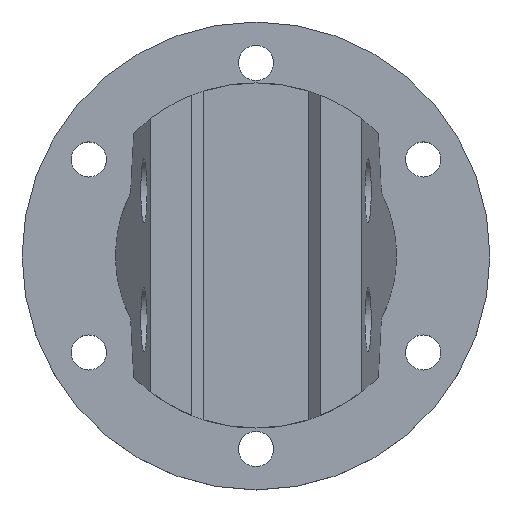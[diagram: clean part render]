
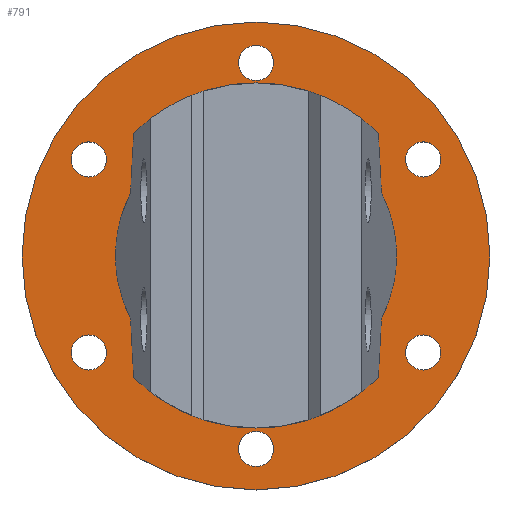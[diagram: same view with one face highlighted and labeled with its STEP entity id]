
A CAD part, top view. The second image highlights one B-rep face of the part: STEP entity #791.
In plain terms, the highlighted planar face has unit normal (0, 0, 1).
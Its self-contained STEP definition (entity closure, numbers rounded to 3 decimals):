
#575 = VERTEX_POINT('',#576);
#576 = CARTESIAN_POINT('',(24.,0.,6.));
#582 = EDGE_CURVE('',#575,#575,#583,.T.);
#583 = CIRCLE('',#584,24.);
#584 = AXIS2_PLACEMENT_3D('',#585,#586,#587);
#585 = CARTESIAN_POINT('',(0.,0.,6.));
#586 = DIRECTION('',(0.,0.,-1.));
#587 = DIRECTION('',(1.,0.,0.));
#791 = ADVANCED_FACE('',(#792,#803,#814,#825,#836,#847,#850,#861),#872,
  .F.);
#792 = FACE_BOUND('',#793,.F.);
#793 = EDGE_LOOP('',(#794));
#794 = ORIENTED_EDGE('',*,*,#795,.T.);
#795 = EDGE_CURVE('',#796,#796,#798,.T.);
#796 = VERTEX_POINT('',#797);
#797 = CARTESIAN_POINT('',(40.,0.,6.));
#798 = CIRCLE('',#799,40.);
#799 = AXIS2_PLACEMENT_3D('',#800,#801,#802);
#800 = CARTESIAN_POINT('',(0.,0.,6.));
#801 = DIRECTION('',(0.,0.,-1.));
#802 = DIRECTION('',(1.,0.,0.));
#803 = FACE_BOUND('',#804,.F.);
#804 = EDGE_LOOP('',(#805));
#805 = ORIENTED_EDGE('',*,*,#806,.F.);
#806 = EDGE_CURVE('',#807,#807,#809,.T.);
#807 = VERTEX_POINT('',#808);
#808 = CARTESIAN_POINT('',(3.,33.,6.));
#809 = CIRCLE('',#810,3.);
#810 = AXIS2_PLACEMENT_3D('',#811,#812,#813);
#811 = CARTESIAN_POINT('',(0.,33.,6.));
#812 = DIRECTION('',(0.,0.,-1.));
#813 = DIRECTION('',(1.,0.,0.));
#814 = FACE_BOUND('',#815,.F.);
#815 = EDGE_LOOP('',(#816));
#816 = ORIENTED_EDGE('',*,*,#817,.F.);
#817 = EDGE_CURVE('',#818,#818,#820,.T.);
#818 = VERTEX_POINT('',#819);
#819 = CARTESIAN_POINT('',(-27.079,19.098,6.));
#820 = CIRCLE('',#821,3.);
#821 = AXIS2_PLACEMENT_3D('',#822,#823,#824);
#822 = CARTESIAN_POINT('',(-28.579,16.5,6.));
#823 = DIRECTION('',(0.,0.,-1.));
#824 = DIRECTION('',(0.5,0.866,0.));
#825 = FACE_BOUND('',#826,.F.);
#826 = EDGE_LOOP('',(#827));
#827 = ORIENTED_EDGE('',*,*,#828,.F.);
#828 = EDGE_CURVE('',#829,#829,#831,.T.);
#829 = VERTEX_POINT('',#830);
#830 = CARTESIAN_POINT('',(30.079,13.902,6.));
#831 = CIRCLE('',#832,3.);
#832 = AXIS2_PLACEMENT_3D('',#833,#834,#835);
#833 = CARTESIAN_POINT('',(28.579,16.5,6.));
#834 = DIRECTION('',(0.,0.,-1.));
#835 = DIRECTION('',(0.5,-0.866,0.));
#836 = FACE_BOUND('',#837,.F.);
#837 = EDGE_LOOP('',(#838));
#838 = ORIENTED_EDGE('',*,*,#839,.F.);
#839 = EDGE_CURVE('',#840,#840,#842,.T.);
#840 = VERTEX_POINT('',#841);
#841 = CARTESIAN_POINT('',(-30.079,-13.902,6.));
#842 = CIRCLE('',#843,3.);
#843 = AXIS2_PLACEMENT_3D('',#844,#845,#846);
#844 = CARTESIAN_POINT('',(-28.579,-16.5,6.));
#845 = DIRECTION('',(0.,0.,-1.));
#846 = DIRECTION('',(-0.5,0.866,0.));
#847 = FACE_BOUND('',#848,.F.);
#848 = EDGE_LOOP('',(#849));
#849 = ORIENTED_EDGE('',*,*,#582,.F.);
#850 = FACE_BOUND('',#851,.F.);
#851 = EDGE_LOOP('',(#852));
#852 = ORIENTED_EDGE('',*,*,#853,.F.);
#853 = EDGE_CURVE('',#854,#854,#856,.T.);
#854 = VERTEX_POINT('',#855);
#855 = CARTESIAN_POINT('',(-3.,-33.,6.));
#856 = CIRCLE('',#857,3.);
#857 = AXIS2_PLACEMENT_3D('',#858,#859,#860);
#858 = CARTESIAN_POINT('',(0.,-33.,6.));
#859 = DIRECTION('',(0.,0.,-1.));
#860 = DIRECTION('',(-1.,0.,0.));
#861 = FACE_BOUND('',#862,.F.);
#862 = EDGE_LOOP('',(#863));
#863 = ORIENTED_EDGE('',*,*,#864,.F.);
#864 = EDGE_CURVE('',#865,#865,#867,.T.);
#865 = VERTEX_POINT('',#866);
#866 = CARTESIAN_POINT('',(27.079,-19.098,6.));
#867 = CIRCLE('',#868,3.);
#868 = AXIS2_PLACEMENT_3D('',#869,#870,#871);
#869 = CARTESIAN_POINT('',(28.579,-16.5,6.));
#870 = DIRECTION('',(0.,0.,-1.));
#871 = DIRECTION('',(-0.5,-0.866,0.));
#872 = PLANE('',#873);
#873 = AXIS2_PLACEMENT_3D('',#874,#875,#876);
#874 = CARTESIAN_POINT('',(0.,0.,6.));
#875 = DIRECTION('',(0.,0.,-1.));
#876 = DIRECTION('',(1.,0.,0.));
